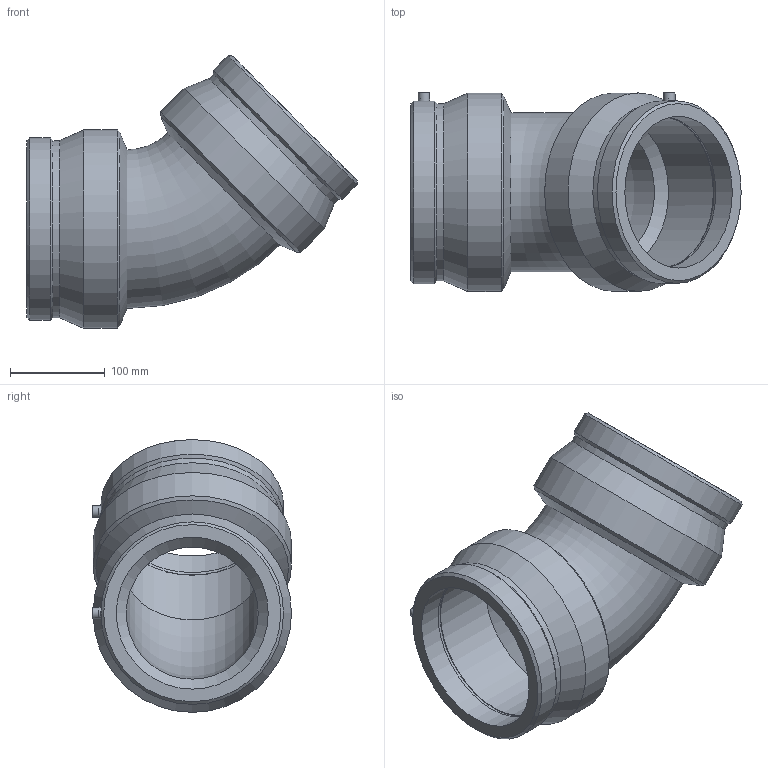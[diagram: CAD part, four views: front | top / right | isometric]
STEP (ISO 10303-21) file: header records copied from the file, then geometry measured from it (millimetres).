
FILE_DESCRIPTION(/* description */ ('PLASSON 45° ELBOW 160'),/* implementation_level */ '2;1');
FILE_NAME(/* name */ '490604160.ipt.stp',/* time_stamp */ '2017-11-06T09:12:01+02:00',/* author */ ('KIM'),/* organization */ (''),/* preprocessor_version */ 'ST-DEVELOPER v15.6',/* originating_system */ 'Autodesk Inventor 2015',/* authorisation */ '');
FILE_SCHEMA (('CONFIG_CONTROL_DESIGN','AP242_MANAGED_MODEL_BASED_3D_ENGINEERING_MIM_LF','AUTOMOTIVE_DESIGN { 1 0 10303 214 3 1 1 }'));
Length unit declared in the file: millimetre
Products named in the file (1): 490604160
Bounding box: 347.96 x 209.5 x 287.26 mm (x, y, z)
Volume: 3118995.8 mm3; surface area: 387685.9 mm2
Topology: 1 solids, 1 shells, 42 faces, 88 edges, 54 vertices
Faces by surface type: cylinder 16, cone 14, plane 10, torus 2
Full cylindrical faces by diameter (mm): 4.8 x2, 9.6 x2, 12 x2, 160 x4, 186.512 x2, 192.28 x2, 209 x2
Entity records: 932 total; most frequent: CARTESIAN_POINT 193, DIRECTION 166, EDGE_LOOP 84, ORIENTED_EDGE 84, AXIS2_PLACEMENT_3D 83, FACE_BOUND 42, FACE_OUTER_BOUND 42, VERTEX_POINT 42
